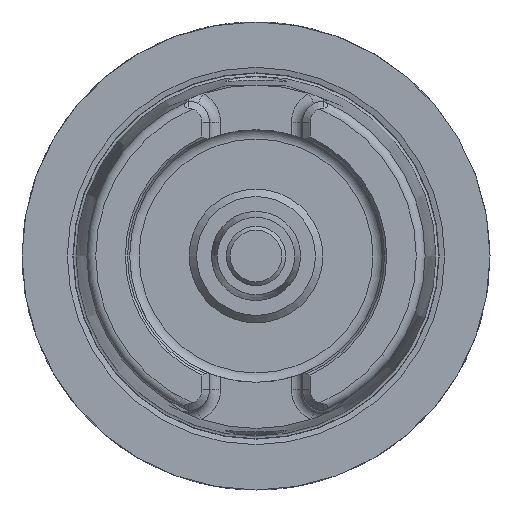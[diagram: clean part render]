
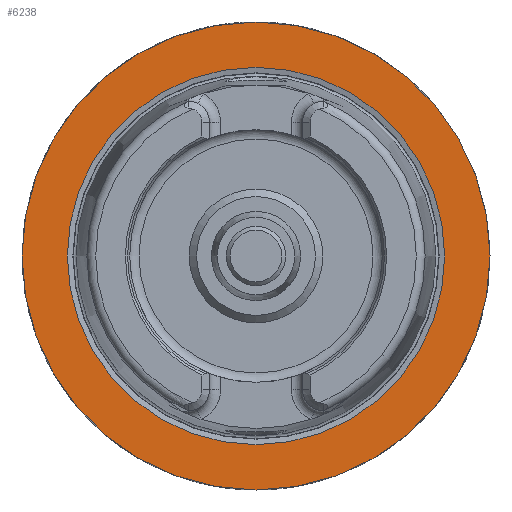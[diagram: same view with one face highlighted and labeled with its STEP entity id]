
A CAD part, left-side view. The second image highlights one B-rep face of the part: STEP entity #6238.
In plain terms, the highlighted planar face has unit normal (-1, 0, 0).
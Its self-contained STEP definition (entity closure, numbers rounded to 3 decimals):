
#5429=CARTESIAN_POINT('',(0.0,31.5,0.0));
#5430=VERTEX_POINT('',#5429);
#5431=CARTESIAN_POINT('',(0.0,0.0,0.0));
#5432=DIRECTION('',(1.0,0.0,0.0));
#5433=DIRECTION('',(0.0,1.0,0.0));
#5434=AXIS2_PLACEMENT_3D('',#5431,#5432,#5433);
#5435=CIRCLE('',#5434,31.5);
#5436=EDGE_CURVE('',#5430,#5430,#5435,.T.);
#6212=CARTESIAN_POINT('',(0.0,25.4,0.0));
#6213=VERTEX_POINT('',#6212);
#6214=CARTESIAN_POINT('',(0.0,0.0,0.0));
#6215=DIRECTION('',(1.0,0.0,0.0));
#6216=DIRECTION('',(0.0,1.0,0.0));
#6217=AXIS2_PLACEMENT_3D('',#6214,#6215,#6216);
#6218=CIRCLE('',#6217,25.4);
#6219=EDGE_CURVE('',#6213,#6213,#6218,.T.);
#6227=CARTESIAN_POINT('',(0.0,28.45,0.0));
#6228=DIRECTION('',(-1.0,0.0,0.0));
#6229=DIRECTION('',(0.0,0.0,1.0));
#6230=AXIS2_PLACEMENT_3D('',#6227,#6228,#6229);
#6231=PLANE('',#6230);
#6232=ORIENTED_EDGE('',*,*,#5436,.F.);
#6233=EDGE_LOOP('',(#6232));
#6234=FACE_OUTER_BOUND('',#6233,.T.);
#6235=ORIENTED_EDGE('',*,*,#6219,.T.);
#6236=EDGE_LOOP('',(#6235));
#6237=FACE_BOUND('',#6236,.T.);
#6238=ADVANCED_FACE('',(#6234,#6237),#6231,.T.);
